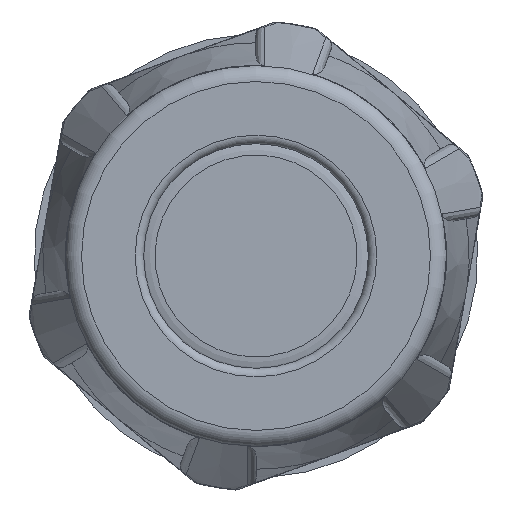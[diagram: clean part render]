
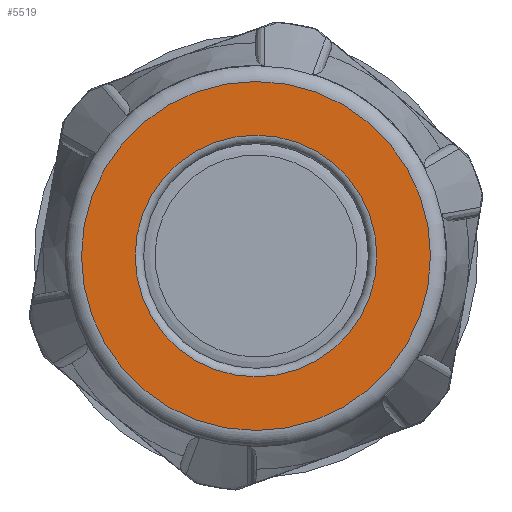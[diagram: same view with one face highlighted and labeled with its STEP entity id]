
A CAD part, left-side view. The second image highlights one B-rep face of the part: STEP entity #5519.
In plain terms, the highlighted planar face has unit normal (-1, 0, 0).
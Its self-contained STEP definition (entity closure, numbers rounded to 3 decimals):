
#313=FACE_BOUND('',#1750,.T.);
#1078=PLANE('',#6212);
#1393=FACE_OUTER_BOUND('',#1749,.T.);
#1749=EDGE_LOOP('',(#5154));
#1750=EDGE_LOOP('',(#5155));
#2100=CIRCLE('',#6211,7.085);
#2101=CIRCLE('',#6213,10.231);
#2793=VERTEX_POINT('',#14531);
#2794=VERTEX_POINT('',#14534);
#3584=EDGE_CURVE('',#2793,#2793,#2100,.T.);
#3585=EDGE_CURVE('',#2794,#2794,#2101,.T.);
#5154=ORIENTED_EDGE('',*,*,#3585,.F.);
#5155=ORIENTED_EDGE('',*,*,#3584,.T.);
#5519=ADVANCED_FACE('',(#1393,#313),#1078,.T.);
#6211=AXIS2_PLACEMENT_3D('',#14532,#7706,#7707);
#6212=AXIS2_PLACEMENT_3D('',#14533,#7708,#7709);
#6213=AXIS2_PLACEMENT_3D('',#14535,#7710,#7711);
#7706=DIRECTION('center_axis',(1.,0.,0.));
#7707=DIRECTION('ref_axis',(0.,0.,-1.));
#7708=DIRECTION('center_axis',(-1.,0.,0.));
#7709=DIRECTION('ref_axis',(0.,0.,1.));
#7710=DIRECTION('center_axis',(1.,0.,0.));
#7711=DIRECTION('ref_axis',(0.,0.,-1.));
#14531=CARTESIAN_POINT('',(-22.96,7.085,0.));
#14532=CARTESIAN_POINT('Origin',(-22.96,0.,0.));
#14533=CARTESIAN_POINT('Origin',(-22.96,10.231,0.));
#14534=CARTESIAN_POINT('',(-22.96,10.231,0.));
#14535=CARTESIAN_POINT('Origin',(-22.96,0.,0.));
